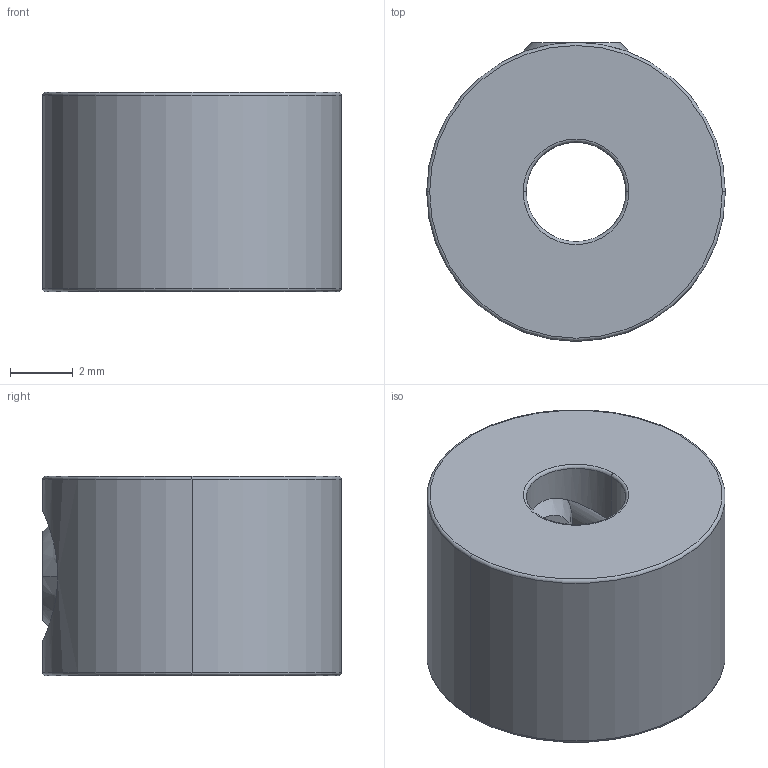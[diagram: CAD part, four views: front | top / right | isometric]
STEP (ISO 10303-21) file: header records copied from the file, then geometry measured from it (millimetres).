
FILE_DESCRIPTION (( 'STEP AP203' ), '1' );
FILE_NAME ('6432K17.step', '2013-04-24T18:34:38', ( '' ), ( '' ), 'SwSTEP 2.0', 'SolidWorks 2010', '' );
FILE_SCHEMA (( 'CONFIG_CONTROL_DESIGN' ));
Length unit declared in the file: inch
Products named in the file (1): 6432K17
Bounding box: 9.53 x 9.53 x 6.35 mm (x, y, z)
Volume: 388 mm3; surface area: 464.9 mm2
Topology: 2 solids, 2 shells, 36 faces, 80 edges, 47 vertices
Faces by surface type: plane 13, cylinder 9, torus 8, cone 6
Entity records: 1155 total; most frequent: CARTESIAN_POINT 266, DIRECTION 182, ORIENTED_EDGE 156, EDGE_CURVE 78, AXIS2_PLACEMENT_3D 73, VERTEX_POINT 47, EDGE_LOOP 41, ADVANCED_FACE 36
